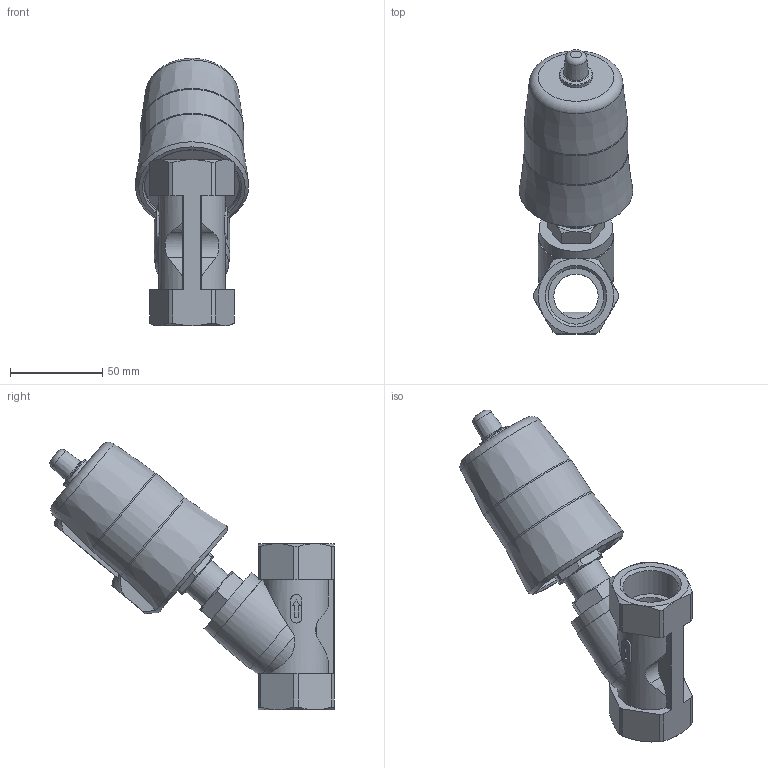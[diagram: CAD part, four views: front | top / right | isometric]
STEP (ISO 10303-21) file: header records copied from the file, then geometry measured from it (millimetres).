
FILE_DESCRIPTION(/* description */ ('STEP AP214'),/* implementation_level */ '2;1');
FILE_NAME(/* name */ '3539783_VZXF-L-M22C-M-B-G1-240-M1-V4B2T-50-10',/* time_stamp */ '2024-09-18T12:44:28+02:00',/* author */ ('License CC BY-ND 4.0'),/* organization */ ('CADENAS'),/* preprocessor_version */ 'ST-DEVELOPER v19.3',/* originating_system */ 'PARTsolutions',/* authorisation */ ' ');
FILE_SCHEMA (('AUTOMOTIVE_DESIGN {1 0 10303 214 3 1 1}'));
Length unit declared in the file: millimetre
Products named in the file (2): 3539783 VZXF-L-M22C-M-B-G1-240-M1-V4B2T-50-10; 1001805 VZXF-L-M22C-M-B-G1-240-V4B2T-50-10---(V)
Assembly tree (1 placements, depth 2):
  3539783 VZXF-L-M22C-M-B-G1-240-M1-V4B2T-50-10
    1001805 VZXF-L-M22C-M-B-G1-240-V4B2T-50-10---(V)
Bounding box: 61.58 x 154.02 x 144.99 mm (x, y, z)
Volume: 311771.2 mm3; surface area: 47806.3 mm2
Topology: 1 solids, 1 shells, 167 faces, 426 edges, 273 vertices
Faces by surface type: plane 77, cylinder 46, cone 38, torus 6
Full cylindrical faces by diameter (mm): 8.566 x1, 18.2 x1, 22 x1, 24 x1, 30.291 x2, 40 x1, 41 x1, 51.7 x1
Entity records: 5181 total; most frequent: CARTESIAN_POINT 1247, ORIENTED_EDGE 802, DIRECTION 790, EDGE_CURVE 401, AXIS2_PLACEMENT_3D 314, VERTEX_POINT 269, EDGE_LOOP 206, FACE_BOUND 206
